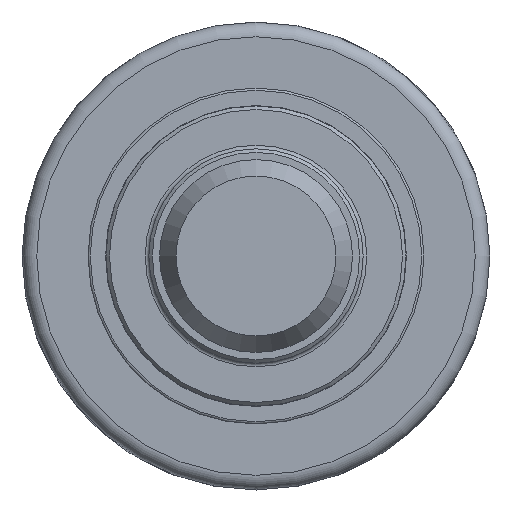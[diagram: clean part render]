
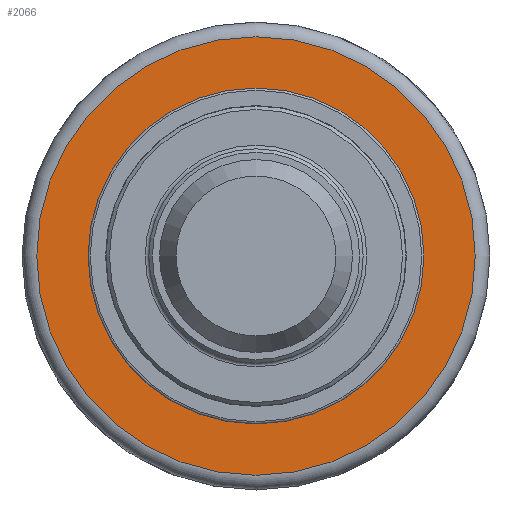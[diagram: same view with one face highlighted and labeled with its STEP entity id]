
A CAD part, left-side view. The second image highlights one B-rep face of the part: STEP entity #2066.
In plain terms, the highlighted planar face has unit normal (-1, 0, 0).
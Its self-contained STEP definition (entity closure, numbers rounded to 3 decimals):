
#64=FACE_BOUND('',#333,.T.);
#117=PLANE('',#2273);
#210=FACE_OUTER_BOUND('',#332,.T.);
#332=EDGE_LOOP('',(#1573,#1574));
#333=EDGE_LOOP('',(#1575,#1576));
#707=CIRCLE('',#2271,30.686);
#708=CIRCLE('',#2272,30.686);
#709=CIRCLE('',#2274,23.5);
#710=CIRCLE('',#2275,23.5);
#903=VERTEX_POINT('',#3405);
#904=VERTEX_POINT('',#3407);
#905=VERTEX_POINT('',#3411);
#906=VERTEX_POINT('',#3412);
#1160=EDGE_CURVE('',#903,#904,#707,.T.);
#1161=EDGE_CURVE('',#904,#903,#708,.T.);
#1162=EDGE_CURVE('',#905,#906,#709,.T.);
#1163=EDGE_CURVE('',#906,#905,#710,.T.);
#1573=ORIENTED_EDGE('',*,*,#1161,.F.);
#1574=ORIENTED_EDGE('',*,*,#1160,.F.);
#1575=ORIENTED_EDGE('',*,*,#1162,.T.);
#1576=ORIENTED_EDGE('',*,*,#1163,.T.);
#2066=ADVANCED_FACE('',(#210,#64),#117,.T.);
#2271=AXIS2_PLACEMENT_3D('',#3408,#2724,#2725);
#2272=AXIS2_PLACEMENT_3D('',#3409,#2726,#2727);
#2273=AXIS2_PLACEMENT_3D('',#3410,#2728,#2729);
#2274=AXIS2_PLACEMENT_3D('',#3413,#2730,#2731);
#2275=AXIS2_PLACEMENT_3D('',#3414,#2732,#2733);
#2724=DIRECTION('center_axis',(1.,0.,0.));
#2725=DIRECTION('ref_axis',(0.,-1.,0.));
#2726=DIRECTION('center_axis',(1.,0.,0.));
#2727=DIRECTION('ref_axis',(0.,-1.,0.));
#2728=DIRECTION('center_axis',(-1.,0.,0.));
#2729=DIRECTION('ref_axis',(0.,0.,1.));
#2730=DIRECTION('center_axis',(1.,0.,0.));
#2731=DIRECTION('ref_axis',(0.,1.,0.));
#2732=DIRECTION('center_axis',(1.,0.,0.));
#2733=DIRECTION('ref_axis',(0.,1.,0.));
#3405=CARTESIAN_POINT('',(16.35,0.,30.686));
#3407=CARTESIAN_POINT('',(16.35,30.686,0.));
#3408=CARTESIAN_POINT('Origin',(16.35,0.,0.));
#3409=CARTESIAN_POINT('Origin',(16.35,0.,0.));
#3410=CARTESIAN_POINT('Origin',(16.35,28.075,0.));
#3411=CARTESIAN_POINT('',(16.35,23.5,0.));
#3412=CARTESIAN_POINT('',(16.35,-23.5,0.));
#3413=CARTESIAN_POINT('Origin',(16.35,0.,0.));
#3414=CARTESIAN_POINT('Origin',(16.35,0.,0.));
